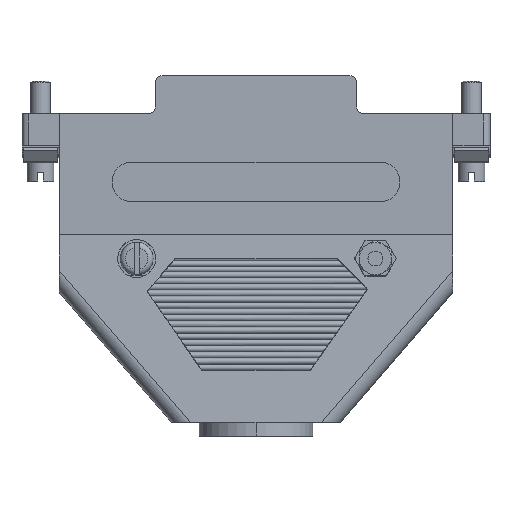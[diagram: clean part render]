
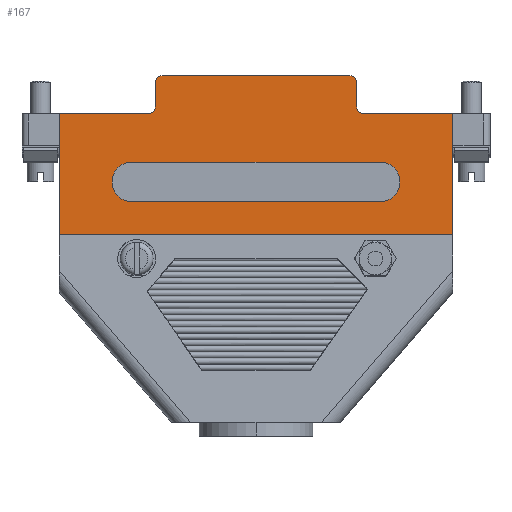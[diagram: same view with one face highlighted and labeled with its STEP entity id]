
A CAD part, left-side view. The second image highlights one B-rep face of the part: STEP entity #167.
In plain terms, the highlighted face is planar.
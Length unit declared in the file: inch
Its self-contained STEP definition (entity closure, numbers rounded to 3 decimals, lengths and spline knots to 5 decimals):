
#152 = VERTEX_POINT ( 'NONE', #2950 ) ;
#153 = EDGE_CURVE ( 'NONE', #1094, #159, #3003, .T. ) ;
#154 = ORIENTED_EDGE ( 'NONE', *, *, #175, .T. ) ;
#155 = VERTEX_POINT ( 'NONE', #2958 ) ;
#156 = EDGE_CURVE ( 'NONE', #187, #152, #2947, .T. ) ;
#157 = EDGE_CURVE ( 'NONE', #158, #155, #2998, .T. ) ;
#158 = VERTEX_POINT ( 'NONE', #2993 ) ;
#159 = VERTEX_POINT ( 'NONE', #2948 ) ;
#160 = VERTEX_POINT ( 'NONE', #2985 ) ;
#161 = ORIENTED_EDGE ( 'NONE', *, *, #6621, .F. ) ;
#162 = ORIENTED_EDGE ( 'NONE', *, *, #163, .F. ) ;
#163 = EDGE_CURVE ( 'NONE', #159, #164, #2988, .T. ) ;
#164 = VERTEX_POINT ( 'NONE', #2994 ) ;
#165 = ORIENTED_EDGE ( 'NONE', *, *, #1089, .F. ) ;
#166 = EDGE_CURVE ( 'NONE', #1088, #1094, #2989, .T. ) ;
#167 = ADVANCED_FACE ( 'NONE', ( #3004, #2979 ), #2986, .F. ) ;
#168 = VERTEX_POINT ( 'NONE', #2973 ) ;
#169 = VERTEX_POINT ( 'NONE', #3035 ) ;
#170 = VERTEX_POINT ( 'NONE', #2972 ) ;
#171 = VERTEX_POINT ( 'NONE', #2980 ) ;
#172 = ORIENTED_EDGE ( 'NONE', *, *, #174, .T. ) ;
#174 = EDGE_CURVE ( 'NONE', #168, #170, #3030, .T. ) ;
#175 = EDGE_CURVE ( 'NONE', #169, #178, #3031, .T. ) ;
#176 = ORIENTED_EDGE ( 'NONE', *, *, #177, .T. ) ;
#177 = EDGE_CURVE ( 'NONE', #178, #168, #3026, .T. ) ;
#178 = VERTEX_POINT ( 'NONE', #3022 ) ;
#179 = EDGE_CURVE ( 'NONE', #155, #169, #2983, .T. ) ;
#181 = ORIENTED_EDGE ( 'NONE', *, *, #179, .T. ) ;
#183 = EDGE_CURVE ( 'NONE', #160, #187, #3037, .T. ) ;
#184 = EDGE_CURVE ( 'NONE', #160, #6623, #3034, .T. ) ;
#185 = ORIENTED_EDGE ( 'NONE', *, *, #183, .T. ) ;
#186 = ORIENTED_EDGE ( 'NONE', *, *, #184, .F. ) ;
#187 = VERTEX_POINT ( 'NONE', #3032 ) ;
#188 = EDGE_CURVE ( 'NONE', #170, #6637, #3016, .T. ) ;
#189 = ORIENTED_EDGE ( 'NONE', *, *, #188, .T. ) ;
#501 = ORIENTED_EDGE ( 'NONE', *, *, #502, .T. ) ;
#502 = EDGE_CURVE ( 'NONE', #171, #158, #3537, .T. ) ;
#504 = ORIENTED_EDGE ( 'NONE', *, *, #505, .T. ) ;
#505 = EDGE_CURVE ( 'NONE', #152, #171, #3487, .T. ) ;
#508 = ORIENTED_EDGE ( 'NONE', *, *, #156, .T. ) ;
#1087 = ORIENTED_EDGE ( 'NONE', *, *, #157, .T. ) ;
#1088 = VERTEX_POINT ( 'NONE', #4357 ) ;
#1089 = EDGE_CURVE ( 'NONE', #164, #1088, #4360, .T. ) ;
#1091 = EDGE_LOOP ( 'NONE', ( #1087, #181, #154, #176, #172, #189, #161, #186, #185, #508, #504, #501 ) ) ;
#1092 = ORIENTED_EDGE ( 'NONE', *, *, #153, .F. ) ;
#1094 = VERTEX_POINT ( 'NONE', #4352 ) ;
#1097 = ORIENTED_EDGE ( 'NONE', *, *, #166, .F. ) ;
#1104 = EDGE_LOOP ( 'NONE', ( #1097, #165, #162, #1092 ) ) ;
#2946 = CARTESIAN_POINT ( 'NONE',  ( 0.3815, 0.72, 0.308 ) ) ;
#2947 = CIRCLE ( 'NONE', #2999, 0.04 ) ;
#2948 = CARTESIAN_POINT ( 'NONE',  ( 0.3815, 0.72, 0.423 ) ) ;
#2950 = CARTESIAN_POINT ( 'NONE',  ( 0.3815, 0.585, 0.743 ) ) ;
#2958 = CARTESIAN_POINT ( 'NONE',  ( 0.3815, -0.545, 0.923 ) ) ;
#2972 = CARTESIAN_POINT ( 'NONE',  ( 0.3815, -1.1425, 0.703 ) ) ;
#2973 = CARTESIAN_POINT ( 'NONE',  ( 0.3815, -0.625, 0.703 ) ) ;
#2975 = DIRECTION ( 'NONE',  ( 0., 1., 0. ) ) ;
#2976 = VECTOR ( 'NONE', #2975, 39.37008 ) ;
#2977 = CARTESIAN_POINT ( 'NONE',  ( 0.3815, -0.72, 0.193 ) ) ;
#2978 = AXIS2_PLACEMENT_3D ( 'NONE', #2984, #3039, #3038 ) ;
#2979 = FACE_OUTER_BOUND ( 'NONE', #1091, .T. ) ;
#2980 = CARTESIAN_POINT ( 'NONE',  ( 0.3815, 0.585, 0.883 ) ) ;
#2981 = DIRECTION ( 'NONE',  ( 0., -1., 0. ) ) ;
#2982 = VECTOR ( 'NONE', #2981, 39.37008 ) ;
#2983 = CIRCLE ( 'NONE', #3012, 0.04 ) ;
#2984 = CARTESIAN_POINT ( 'NONE',  ( 0.3815, 1.1425, 0. ) ) ;
#2985 = CARTESIAN_POINT ( 'NONE',  ( 0.3815, 1.1425, 0.703 ) ) ;
#2986 = PLANE ( 'NONE',  #2978 ) ;
#2987 = CARTESIAN_POINT ( 'NONE',  ( 0.3815, -0.72, 0.423 ) ) ;
#2988 = LINE ( 'NONE', #2987, #2982 ) ;
#2989 = LINE ( 'NONE', #2977, #2976 ) ;
#2990 = DIRECTION ( 'NONE',  ( 0., -1., 0. ) ) ;
#2991 = VECTOR ( 'NONE', #2990, 39.37008 ) ;
#2992 = CARTESIAN_POINT ( 'NONE',  ( 0.3815, 1.1425, 0.923 ) ) ;
#2993 = CARTESIAN_POINT ( 'NONE',  ( 0.3815, 0.545, 0.923 ) ) ;
#2994 = CARTESIAN_POINT ( 'NONE',  ( 0.3815, -0.72, 0.423 ) ) ;
#2995 = DIRECTION ( 'NONE',  ( 0., 0., 1. ) ) ;
#2996 = DIRECTION ( 'NONE',  ( -1., 0., 0. ) ) ;
#2997 = CARTESIAN_POINT ( 'NONE',  ( 0.3815, 0.625, 0.743 ) ) ;
#2998 = LINE ( 'NONE', #2992, #2991 ) ;
#2999 = AXIS2_PLACEMENT_3D ( 'NONE', #2997, #2996, #2995 ) ;
#3000 = DIRECTION ( 'NONE',  ( 0., 0., -1. ) ) ;
#3001 = DIRECTION ( 'NONE',  ( 1., 0., 0. ) ) ;
#3002 = AXIS2_PLACEMENT_3D ( 'NONE', #2946, #3001, #3000 ) ;
#3003 = CIRCLE ( 'NONE', #3002, 0.115 ) ;
#3004 = FACE_BOUND ( 'NONE', #1104, .T. ) ;
#3010 = DIRECTION ( 'NONE',  ( 0., 0., 1. ) ) ;
#3011 = DIRECTION ( 'NONE',  ( 1., 0., 0. ) ) ;
#3012 = AXIS2_PLACEMENT_3D ( 'NONE', #3021, #3011, #3010 ) ;
#3015 = CARTESIAN_POINT ( 'NONE',  ( 0.3815, -1.1425, 0. ) ) ;
#3016 = LINE ( 'NONE', #3015, #3060 ) ;
#3018 = DIRECTION ( 'NONE',  ( 0., 0., 1. ) ) ;
#3019 = DIRECTION ( 'NONE',  ( -1., 0., 0. ) ) ;
#3020 = CARTESIAN_POINT ( 'NONE',  ( 0.3815, -0.625, 0.743 ) ) ;
#3021 = CARTESIAN_POINT ( 'NONE',  ( 0.3815, -0.545, 0.883 ) ) ;
#3022 = CARTESIAN_POINT ( 'NONE',  ( 0.3815, -0.585, 0.743 ) ) ;
#3023 = DIRECTION ( 'NONE',  ( 0., 0., -1. ) ) ;
#3024 = VECTOR ( 'NONE', #3023, 39.37008 ) ;
#3025 = CARTESIAN_POINT ( 'NONE',  ( 0.3815, -0.585, 0.743 ) ) ;
#3026 = CIRCLE ( 'NONE', #3033, 0.04 ) ;
#3027 = DIRECTION ( 'NONE',  ( 0., -1., 0. ) ) ;
#3028 = VECTOR ( 'NONE', #3027, 39.37008 ) ;
#3029 = CARTESIAN_POINT ( 'NONE',  ( 0.3815, -1.1425, 0.703 ) ) ;
#3030 = LINE ( 'NONE', #3029, #3028 ) ;
#3031 = LINE ( 'NONE', #3025, #3024 ) ;
#3032 = CARTESIAN_POINT ( 'NONE',  ( 0.3815, 0.625, 0.703 ) ) ;
#3033 = AXIS2_PLACEMENT_3D ( 'NONE', #3020, #3019, #3018 ) ;
#3034 = LINE ( 'NONE', #3067, #3066 ) ;
#3035 = CARTESIAN_POINT ( 'NONE',  ( 0.3815, -0.585, 0.883 ) ) ;
#3036 = CARTESIAN_POINT ( 'NONE',  ( 0.3815, 1.1425, 0.703 ) ) ;
#3037 = LINE ( 'NONE', #3036, #3069 ) ;
#3038 = DIRECTION ( 'NONE',  ( 0., 0., 1. ) ) ;
#3039 = DIRECTION ( 'NONE',  ( -1., 0., 0. ) ) ;
#3059 = DIRECTION ( 'NONE',  ( 0., 0., -1. ) ) ;
#3060 = VECTOR ( 'NONE', #3059, 39.37008 ) ;
#3065 = DIRECTION ( 'NONE',  ( 0., 0., -1. ) ) ;
#3066 = VECTOR ( 'NONE', #3065, 39.37008 ) ;
#3067 = CARTESIAN_POINT ( 'NONE',  ( 0.3815, 1.1425, 0. ) ) ;
#3068 = DIRECTION ( 'NONE',  ( 0., -1., 0. ) ) ;
#3069 = VECTOR ( 'NONE', #3068, 39.37008 ) ;
#3460 = CARTESIAN_POINT ( 'NONE',  ( 0.3815, 0.545, 0.883 ) ) ;
#3486 = CARTESIAN_POINT ( 'NONE',  ( 0.3815, 0.585, 0.743 ) ) ;
#3487 = LINE ( 'NONE', #3486, #3529 ) ;
#3505 = AXIS2_PLACEMENT_3D ( 'NONE', #3460, #3533, #3532 ) ;
#3528 = DIRECTION ( 'NONE',  ( 0., 0., 1. ) ) ;
#3529 = VECTOR ( 'NONE', #3528, 39.37008 ) ;
#3532 = DIRECTION ( 'NONE',  ( 0., 0., 1. ) ) ;
#3533 = DIRECTION ( 'NONE',  ( 1., 0., 0. ) ) ;
#3537 = CIRCLE ( 'NONE', #3505, 0.04 ) ;
#4347 = DIRECTION ( 'NONE',  ( 0., 0., -1. ) ) ;
#4348 = DIRECTION ( 'NONE',  ( 1., 0., 0. ) ) ;
#4349 = CARTESIAN_POINT ( 'NONE',  ( 0.3815, -0.72, 0.308 ) ) ;
#4350 = AXIS2_PLACEMENT_3D ( 'NONE', #4349, #4348, #4347 ) ;
#4352 = CARTESIAN_POINT ( 'NONE',  ( 0.3815, 0.72, 0.193 ) ) ;
#4357 = CARTESIAN_POINT ( 'NONE',  ( 0.3815, -0.72, 0.193 ) ) ;
#4360 = CIRCLE ( 'NONE', #4350, 0.115 ) ;
#5539 = LINE ( 'NONE', #5559, #5558 ) ;
#5557 = DIRECTION ( 'NONE',  ( 0., -1., 0. ) ) ;
#5558 = VECTOR ( 'NONE', #5557, 39.37008 ) ;
#5559 = CARTESIAN_POINT ( 'NONE',  ( 0.3815, 1.1425, 0. ) ) ;
#5561 = CARTESIAN_POINT ( 'NONE',  ( 0.3815, 1.1425, 0. ) ) ;
#5595 = CARTESIAN_POINT ( 'NONE',  ( 0.3815, -1.1425, 0. ) ) ;
#6621 = EDGE_CURVE ( 'NONE', #6623, #6637, #5539, .T. ) ;
#6623 = VERTEX_POINT ( 'NONE', #5561 ) ;
#6637 = VERTEX_POINT ( 'NONE', #5595 ) ;
